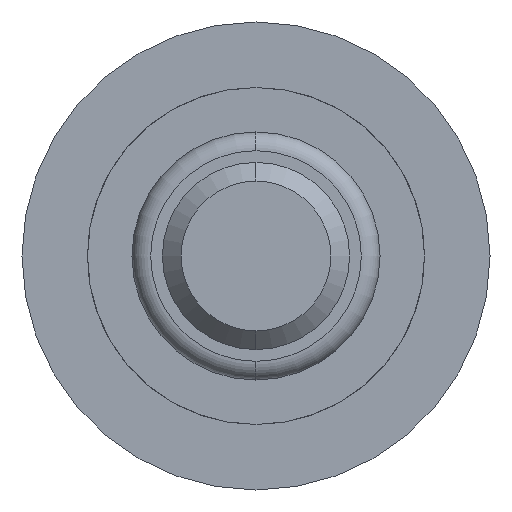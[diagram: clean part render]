
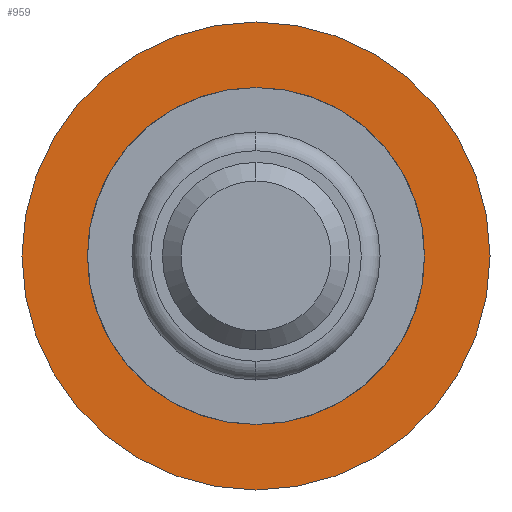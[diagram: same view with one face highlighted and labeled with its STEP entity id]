
A CAD part, front view. The second image highlights one B-rep face of the part: STEP entity #959.
In plain terms, the highlighted planar face has unit normal (0, -1, 0).
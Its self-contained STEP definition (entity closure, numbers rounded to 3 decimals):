
#31 = EDGE_CURVE ( 'Defeature ausgef�hrt4_32+Defeature ausgef�hrt4_24+Defeature ausgef�hrt4_24+Defeature ausgef�hrt4_24', #4313, #3174, #1634, .T. ) ;
#157 = CARTESIAN_POINT ( 'NONE',  ( 0., 5.5, 0. ) ) ;
#291 = VECTOR ( 'NONE', #1734, 1000. ) ;
#313 = VERTEX_POINT ( 'NONE', #1344 ) ;
#333 = DIRECTION ( 'NONE',  ( 0., 0., -1. ) ) ;
#622 = ORIENTED_EDGE ( 'NONE', *, *, #1069, .F. ) ;
#643 = ORIENTED_EDGE ( 'NONE', *, *, #3142, .F. ) ;
#692 = DIRECTION ( 'NONE',  ( -0.839, 0., 0.545 ) ) ;
#712 = CARTESIAN_POINT ( 'NONE',  ( 0., 5.5, -1.075 ) ) ;
#758 = CARTESIAN_POINT ( 'NONE',  ( 0., 5.5, 2.5 ) ) ;
#781 = ORIENTED_EDGE ( 'NONE', *, *, #2678, .F. ) ;
#806 = DIRECTION ( 'NONE',  ( -0.839, 0., -0.545 ) ) ;
#924 = AXIS2_PLACEMENT_3D ( 'NONE', #157, #1205, #2227 ) ;
#952 = AXIS2_PLACEMENT_3D ( 'NONE', #1588, #3614, #2254 ) ;
#959 = ADVANCED_FACE ( 'Defeature ausgef�hrt4_24', ( #3379, #1152 ), #2421, .T. ) ;
#1069 = EDGE_CURVE ( 'Defeature ausgef�hrt4_25+Defeature ausgef�hrt4_24+Defeature ausgef�hrt4_26+Defeature ausgef�hrt4_28', #1374, #313, #3757, .T. ) ;
#1152 = FACE_BOUND ( 'NONE', #3583, .T. ) ;
#1205 = DIRECTION ( 'NONE',  ( 0., 1., 0. ) ) ;
#1240 = AXIS2_PLACEMENT_3D ( 'NONE', #2731, #1343, #333 ) ;
#1266 = CARTESIAN_POINT ( 'NONE',  ( 0., 5.5, 1.075 ) ) ;
#1343 = DIRECTION ( 'NONE',  ( 0., -1., 0. ) ) ;
#1344 = CARTESIAN_POINT ( 'NONE',  ( -1.655, 5.5, 0. ) ) ;
#1374 = VERTEX_POINT ( 'NONE', #1266 ) ;
#1508 = CIRCLE ( 'NONE', #924, 2.5 ) ;
#1565 = VERTEX_POINT ( 'NONE', #712 ) ;
#1588 = CARTESIAN_POINT ( 'NONE',  ( 0., 5.5, 0. ) ) ;
#1634 = CIRCLE ( 'NONE', #952, 2.5 ) ;
#1661 = LINE ( 'NONE', #3785, #3854 ) ;
#1734 = DIRECTION ( 'NONE',  ( 0.839, 0., 0.545 ) ) ;
#1741 = DIRECTION ( 'NONE',  ( 0.839, 0., -0.545 ) ) ;
#1759 = EDGE_CURVE ( 'Defeature ausgef�hrt4_32+Defeature ausgef�hrt4_24+Defeature ausgef�hrt4_24+Defeature ausgef�hrt4_24', #3174, #4313, #1508, .T. ) ;
#1780 = VECTOR ( 'NONE', #806, 1000. ) ;
#2029 = CARTESIAN_POINT ( 'NONE',  ( 0., 5.5, -2.5 ) ) ;
#2227 = DIRECTION ( 'NONE',  ( 0., 0., -1. ) ) ;
#2254 = DIRECTION ( 'NONE',  ( 0., 0., -1. ) ) ;
#2331 = EDGE_LOOP ( 'NONE', ( #4351, #3663 ) ) ;
#2421 = PLANE ( 'NONE',  #1240 ) ;
#2476 = CARTESIAN_POINT ( 'NONE',  ( -1.655, 5.5, 0. ) ) ;
#2517 = VECTOR ( 'NONE', #692, 1000. ) ;
#2531 = EDGE_CURVE ( 'Defeature ausgef�hrt4_26+Defeature ausgef�hrt4_24+Defeature ausgef�hrt4_27+Defeature ausgef�hrt4_25', #4002, #1374, #4177, .T. ) ;
#2678 = EDGE_CURVE ( 'Defeature ausgef�hrt4_28+Defeature ausgef�hrt4_24+Defeature ausgef�hrt4_25+Defeature ausgef�hrt4_27', #313, #1565, #1661, .T. ) ;
#2731 = CARTESIAN_POINT ( 'NONE',  ( 0., 5.5, 0. ) ) ;
#2997 = LINE ( 'NONE', #4397, #291 ) ;
#3142 = EDGE_CURVE ( 'Defeature ausgef�hrt4_27+Defeature ausgef�hrt4_24+Defeature ausgef�hrt4_28+Defeature ausgef�hrt4_26', #1565, #4002, #2997, .T. ) ;
#3174 = VERTEX_POINT ( 'NONE', #2029 ) ;
#3379 = FACE_OUTER_BOUND ( 'NONE', #2331, .T. ) ;
#3583 = EDGE_LOOP ( 'NONE', ( #3702, #643, #781, #622 ) ) ;
#3614 = DIRECTION ( 'NONE',  ( 0., 1., 0. ) ) ;
#3663 = ORIENTED_EDGE ( 'NONE', *, *, #31, .F. ) ;
#3702 = ORIENTED_EDGE ( 'NONE', *, *, #2531, .F. ) ;
#3752 = CARTESIAN_POINT ( 'NONE',  ( 0., 5.5, 1.075 ) ) ;
#3757 = LINE ( 'NONE', #2476, #1780 ) ;
#3785 = CARTESIAN_POINT ( 'NONE',  ( 0., 5.5, -1.075 ) ) ;
#3854 = VECTOR ( 'NONE', #1741, 1000. ) ;
#3972 = CARTESIAN_POINT ( 'NONE',  ( 1.655, 5.5, 0. ) ) ;
#4002 = VERTEX_POINT ( 'NONE', #3972 ) ;
#4177 = LINE ( 'NONE', #3752, #2517 ) ;
#4313 = VERTEX_POINT ( 'NONE', #758 ) ;
#4351 = ORIENTED_EDGE ( 'NONE', *, *, #1759, .F. ) ;
#4397 = CARTESIAN_POINT ( 'NONE',  ( 1.655, 5.5, 0. ) ) ;
